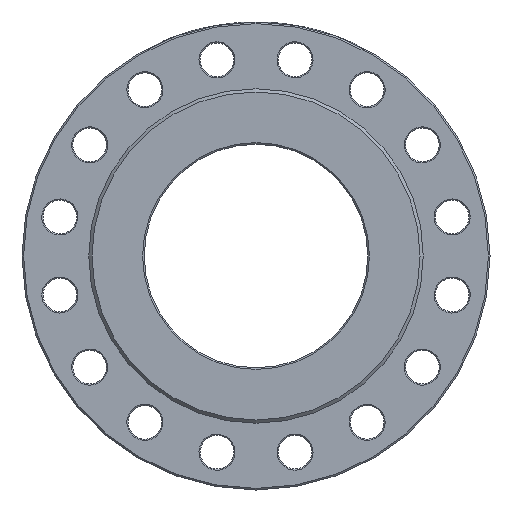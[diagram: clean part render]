
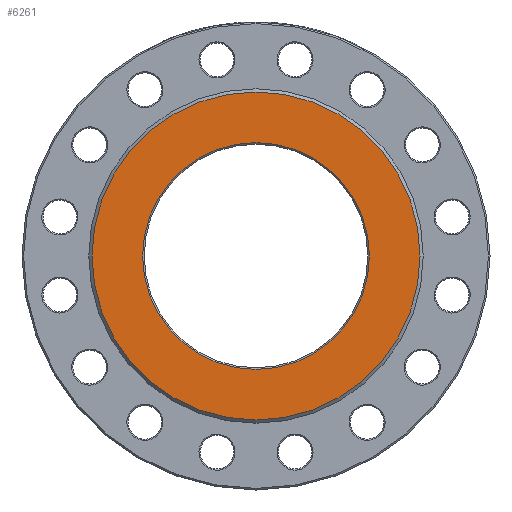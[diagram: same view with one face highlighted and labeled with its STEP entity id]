
A CAD part, left-side view. The second image highlights one B-rep face of the part: STEP entity #6261.
In plain terms, the highlighted planar face has unit normal (-1, 0, 0).
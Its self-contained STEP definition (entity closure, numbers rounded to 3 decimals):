
#634 = AXIS2_PLACEMENT_3D ( 'NONE', #1264, #8181, #6288 ) ;
#1077 = DIRECTION ( 'NONE',  ( 1., 0., 0. ) ) ;
#1158 = PLANE ( 'NONE',  #1974 ) ;
#1264 = CARTESIAN_POINT ( 'NONE',  ( 0., 0., 0. ) ) ;
#1950 = CARTESIAN_POINT ( 'NONE',  ( 0., 0., 0. ) ) ;
#1974 = AXIS2_PLACEMENT_3D ( 'NONE', #5598, #1077, #7495 ) ;
#3233 = AXIS2_PLACEMENT_3D ( 'NONE', #1950, #3401, #7991 ) ;
#3401 = DIRECTION ( 'NONE',  ( 1., 0., 0. ) ) ;
#3480 = CIRCLE ( 'NONE', #634, 205. ) ;
#3784 = FACE_BOUND ( 'NONE', #4463, .T. ) ;
#4016 = CARTESIAN_POINT ( 'NONE',  ( 0., 0., -141.75 ) ) ;
#4463 = EDGE_LOOP ( 'NONE', ( #7446 ) ) ;
#5099 = CARTESIAN_POINT ( 'NONE',  ( 0., 0., 205. ) ) ;
#5593 = EDGE_CURVE ( 'NONE', #6364, #6364, #3480, .T. ) ;
#5598 = CARTESIAN_POINT ( 'NONE',  ( 0., 139.75, 0. ) ) ;
#5682 = ORIENTED_EDGE ( 'NONE', *, *, #5593, .T. ) ;
#6188 = CIRCLE ( 'NONE', #3233, 141.75 ) ;
#6261 = ADVANCED_FACE ( 'NONE', ( #3784, #6938 ), #1158, .F. ) ;
#6288 = DIRECTION ( 'NONE',  ( 0., 0., 1. ) ) ;
#6364 = VERTEX_POINT ( 'NONE', #5099 ) ;
#6409 = VERTEX_POINT ( 'NONE', #4016 ) ;
#6653 = EDGE_LOOP ( 'NONE', ( #5682 ) ) ;
#6938 = FACE_OUTER_BOUND ( 'NONE', #6653, .T. ) ;
#7446 = ORIENTED_EDGE ( 'NONE', *, *, #8312, .T. ) ;
#7495 = DIRECTION ( 'NONE',  ( 0., 0., -1. ) ) ;
#7991 = DIRECTION ( 'NONE',  ( 0., 0., -1. ) ) ;
#8181 = DIRECTION ( 'NONE',  ( -1., 0., 0. ) ) ;
#8312 = EDGE_CURVE ( 'NONE', #6409, #6409, #6188, .T. ) ;
